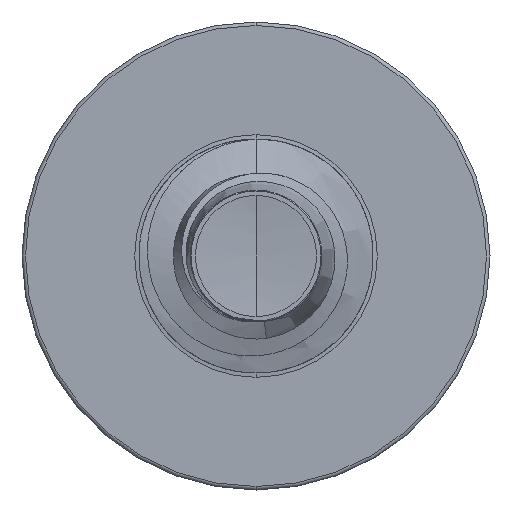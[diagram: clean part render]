
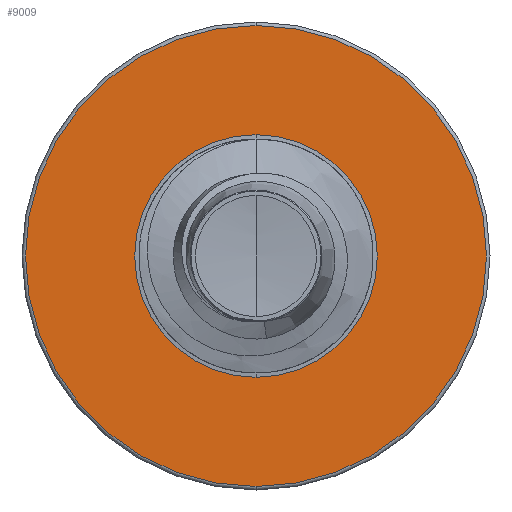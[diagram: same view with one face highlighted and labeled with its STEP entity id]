
A CAD part, front view. The second image highlights one B-rep face of the part: STEP entity #9009.
In plain terms, the highlighted planar face has unit normal (0, -1, 0).
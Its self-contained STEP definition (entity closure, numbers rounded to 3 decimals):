
#513 = CIRCLE ( 'NONE', #14004, 2.462 ) ;
#674 = DIRECTION ( 'NONE',  ( 0., 0., 1. ) ) ;
#974 = VERTEX_POINT ( 'NONE', #1515 ) ;
#1024 = EDGE_LOOP ( 'NONE', ( #4513, #6466 ) ) ;
#1314 = EDGE_LOOP ( 'NONE', ( #4575, #8830 ) ) ;
#1515 = CARTESIAN_POINT ( 'NONE',  ( 0., 9., -2.462 ) ) ;
#1738 = FACE_OUTER_BOUND ( 'NONE', #1024, .T. ) ;
#1811 = FACE_BOUND ( 'NONE', #1314, .T. ) ;
#1875 = DIRECTION ( 'NONE',  ( 0., 1., 0. ) ) ;
#1914 = CIRCLE ( 'NONE', #9127, 1.296 ) ;
#1925 = PLANE ( 'NONE',  #7346 ) ;
#1996 = CIRCLE ( 'NONE', #8138, 1.296 ) ;
#2914 = EDGE_CURVE ( 'NONE', #13224, #974, #13360, .T. ) ;
#4052 = DIRECTION ( 'NONE',  ( 0., 1., 0. ) ) ;
#4513 = ORIENTED_EDGE ( 'NONE', *, *, #2914, .F. ) ;
#4575 = ORIENTED_EDGE ( 'NONE', *, *, #9223, .T. ) ;
#5368 = DIRECTION ( 'NONE',  ( 0., 1., 0. ) ) ;
#5795 = CARTESIAN_POINT ( 'NONE',  ( 0., 9., -1.296 ) ) ;
#6466 = ORIENTED_EDGE ( 'NONE', *, *, #15500, .F. ) ;
#7018 = DIRECTION ( 'NONE',  ( 0., 1., 0. ) ) ;
#7346 = AXIS2_PLACEMENT_3D ( 'NONE', #5795, #8213, #674 ) ;
#7584 = VERTEX_POINT ( 'NONE', #11259 ) ;
#8138 = AXIS2_PLACEMENT_3D ( 'NONE', #12451, #5368, #13623 ) ;
#8213 = DIRECTION ( 'NONE',  ( 0., 1., 0. ) ) ;
#8830 = ORIENTED_EDGE ( 'NONE', *, *, #11756, .T. ) ;
#9009 = ADVANCED_FACE ( 'NONE', ( #1738, #1811 ), #1925, .F. ) ;
#9127 = AXIS2_PLACEMENT_3D ( 'NONE', #9289, #1875, #10460 ) ;
#9223 = EDGE_CURVE ( 'NONE', #7584, #12650, #1996, .T. ) ;
#9289 = CARTESIAN_POINT ( 'NONE',  ( 0., 9., 0. ) ) ;
#9530 = AXIS2_PLACEMENT_3D ( 'NONE', #11236, #4052, #12426 ) ;
#10460 = DIRECTION ( 'NONE',  ( 0., 0., 1. ) ) ;
#11236 = CARTESIAN_POINT ( 'NONE',  ( 0., 9., 0. ) ) ;
#11259 = CARTESIAN_POINT ( 'NONE',  ( 0., 9., 1.296 ) ) ;
#11756 = EDGE_CURVE ( 'NONE', #12650, #7584, #1914, .T. ) ;
#12027 = CARTESIAN_POINT ( 'NONE',  ( 0., 9., -1.296 ) ) ;
#12426 = DIRECTION ( 'NONE',  ( 0., 0., 1. ) ) ;
#12451 = CARTESIAN_POINT ( 'NONE',  ( 0., 9., 0. ) ) ;
#12650 = VERTEX_POINT ( 'NONE', #12027 ) ;
#13224 = VERTEX_POINT ( 'NONE', #15667 ) ;
#13360 = CIRCLE ( 'NONE', #9530, 2.462 ) ;
#13623 = DIRECTION ( 'NONE',  ( 0., 0., 1. ) ) ;
#14004 = AXIS2_PLACEMENT_3D ( 'NONE', #14015, #7018, #15128 ) ;
#14015 = CARTESIAN_POINT ( 'NONE',  ( 0., 9., 0. ) ) ;
#15128 = DIRECTION ( 'NONE',  ( 0., 0., 1. ) ) ;
#15500 = EDGE_CURVE ( 'NONE', #974, #13224, #513, .T. ) ;
#15667 = CARTESIAN_POINT ( 'NONE',  ( 0., 9., 2.463 ) ) ;
